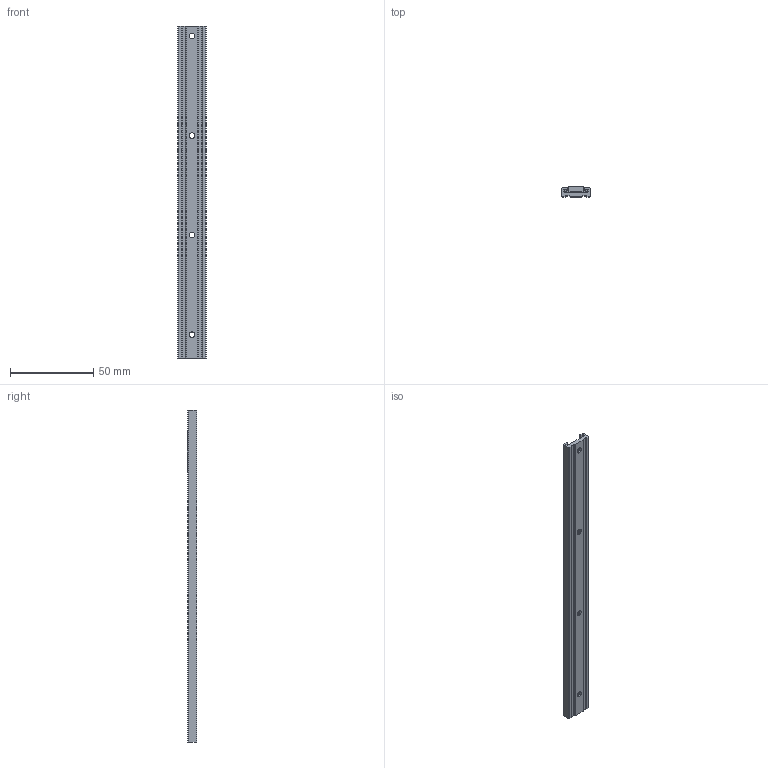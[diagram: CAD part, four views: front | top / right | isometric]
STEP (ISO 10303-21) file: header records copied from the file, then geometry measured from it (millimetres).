
FILE_DESCRIPTION (( 'STEP AP214' ), '1' );
FILE_NAME ('GST_389E7DD3D7.step', '2022-01-16T20:27:01', ( '' ), ( '' ), 'SwSTEP 2.0', 'SolidWorks 2019', '' );
FILE_SCHEMA (( 'AUTOMOTIVE_DESIGN' ));
Length unit declared in the file: inch
Products named in the file (5): y8xzIyzi75_CADModel_1; y8xzIyzi75_CADModel_0; GST_389E7DD3D7
Assembly tree (2 placements, depth 2):
  GST_389E7DD3D7
    y8xzIyzi75_CADModel_1
    y8xzIyzi75_CADModel_0
  y8xzIyzi75_CADModel_1
  y8xzIyzi75_CADModel_0
Bounding box: 17 x 6 x 200 mm (x, y, z)
Volume: 11784.3 mm3; surface area: 12891.7 mm2
Topology: 4 solids, 4 shells, 487 faces, 1185 edges, 694 vertices
Faces by surface type: plane 187, cylinder 164, bspline 52, sphere 44, torus 32, cone 8
Entity records: 22946 total; most frequent: CARTESIAN_POINT 5372, ORIENTED_EDGE 2298, DIRECTION 2295, EDGE_CURVE 1149, AXIS2_PLACEMENT_3D 809, VERTEX_POINT 694, LINE 677, VECTOR 677
